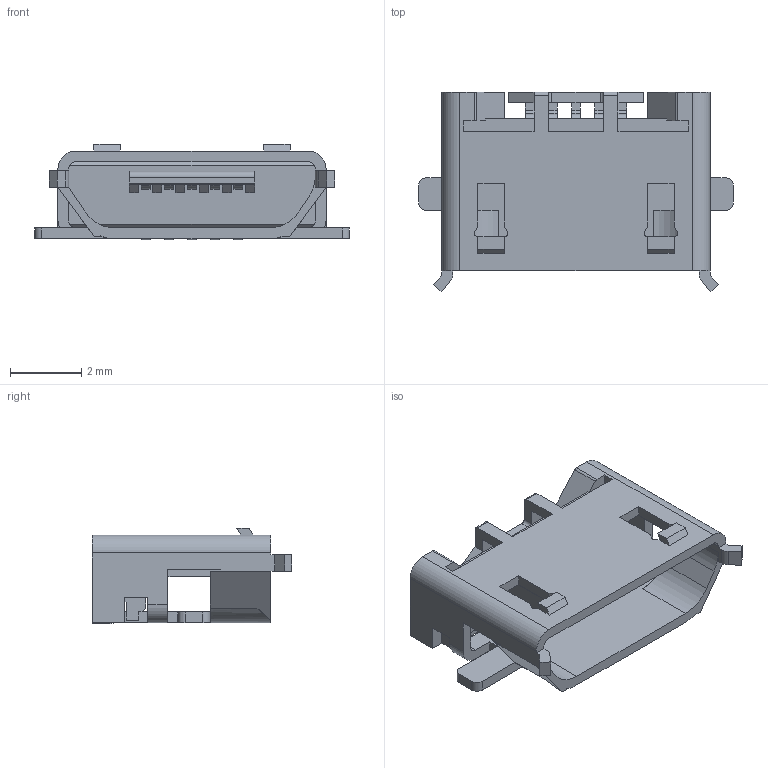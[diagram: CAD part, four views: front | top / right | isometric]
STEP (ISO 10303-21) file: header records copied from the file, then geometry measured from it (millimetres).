
FILE_DESCRIPTION( ( '' ), ' ' );
FILE_NAME( '5b0c5ee8a9f38e0ea6ca1177.step', '2018-05-28T19:56:24', ( '' ), ( '' ), ' ', ' ', ' ' );
FILE_SCHEMA( ( 'AUTOMOTIVE_DESIGN { 1 0 10303 214 1 1 1 1 }' ) );
Length unit declared in the file: metre
Products named in the file (1): Open CASCADE STEP translator 6.8 1
Bounding box: 8.8 x 5.59 x 2.67 mm (x, y, z)
Volume: 40.6 mm3; surface area: 260.4 mm2
Topology: 1 solids, 1 shells, 335 faces, 1029 edges, 667 vertices
Faces by surface type: plane 264, cylinder 71
Full cylindrical faces by diameter (mm): 0.35 x2
Entity records: 19200 total; most frequent: ORIENTED_EDGE 2052, CARTESIAN_POINT 2028, DIRECTION 1848, STYLED_ITEM 1361, PRESENTATION_STYLE_ASSIGNMENT 1361, COLOUR_RGB 1361, EDGE_CURVE 1026, CURVE_STYLE 1026
